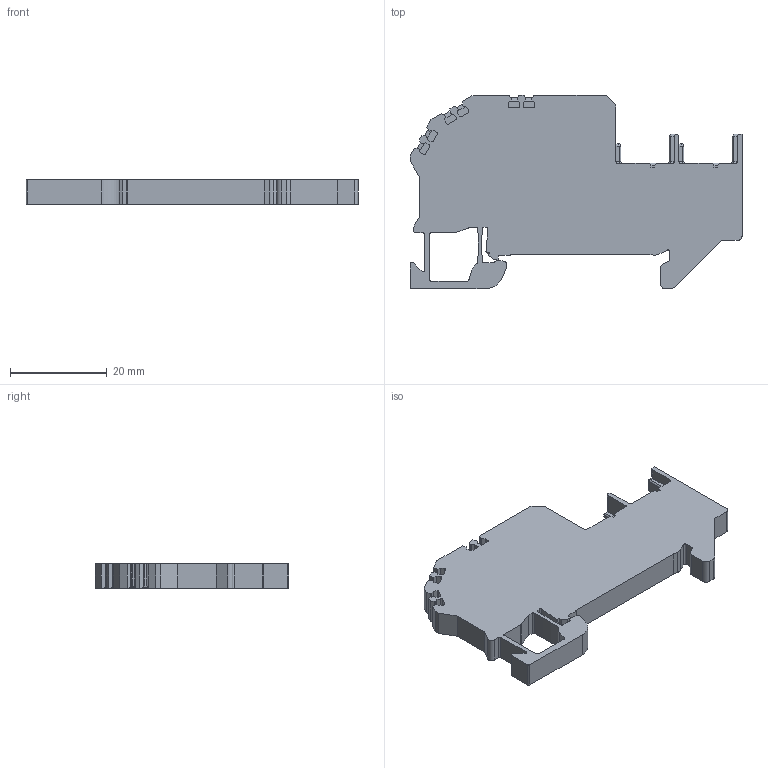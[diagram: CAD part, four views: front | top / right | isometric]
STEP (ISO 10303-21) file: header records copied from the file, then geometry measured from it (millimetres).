
FILE_DESCRIPTION(/* description */ (''),/* implementation_level */ '2;1');
FILE_NAME(/* name */ '3532_ZIZA15_3_PE_iso.stp',/* time_stamp */ '2011-08-03T09:29:52+02:00',/* author */ (''),/* organization */ (''),/* preprocessor_version */ 'ST-DEVELOPER v11',/* originating_system */ 'SIEMENS UGS NX 6.0',/* authorisation */ '');
FILE_SCHEMA (('CONFIG_CONTROL_DESIGN'));
Length unit declared in the file: millimetre
Products named in the file (1): 3532_ZIZA15_3_PE_iso
Bounding box: 68.5 x 39.9 x 5.1 mm (x, y, z)
Volume: 9253.7 mm3; surface area: 5456.1 mm2
Topology: 1 solids, 1 shells, 234 faces, 678 edges, 446 vertices
Faces by surface type: plane 166, cylinder 64, torus 4
Entity records: 7768 total; most frequent: CARTESIAN_POINT 1427, ORIENTED_EDGE 1356, DIRECTION 1254, EDGE_CURVE 678, LINE 544, VECTOR 544, VERTEX_POINT 446, AXIS2_PLACEMENT_3D 355
